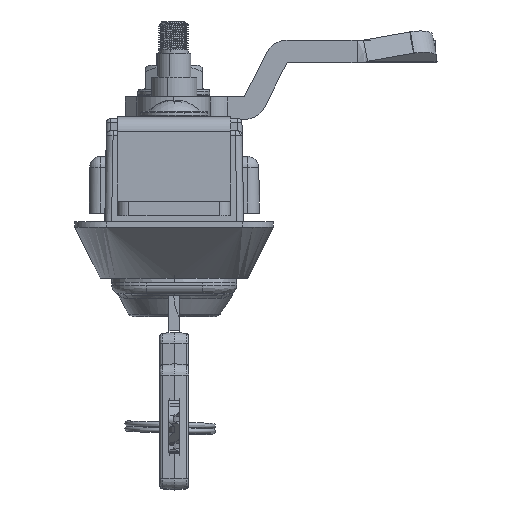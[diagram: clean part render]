
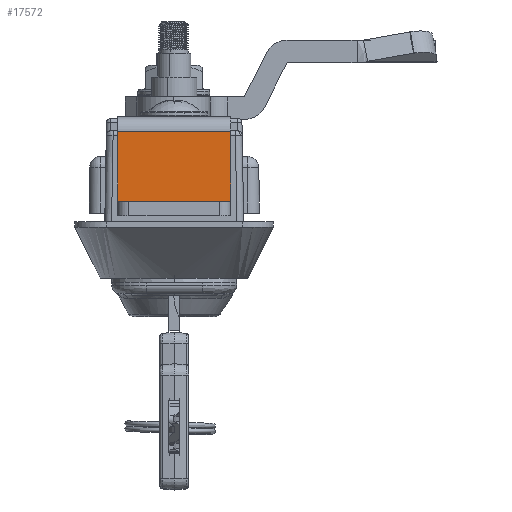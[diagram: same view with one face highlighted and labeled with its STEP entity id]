
A CAD part, left-side view. The second image highlights one B-rep face of the part: STEP entity #17572.
In plain terms, the highlighted planar face has unit normal (-1, 0, 0).
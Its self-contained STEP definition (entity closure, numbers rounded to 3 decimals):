
#445 = VECTOR ( 'NONE', #7222, 1000. ) ;
#674 = VECTOR ( 'NONE', #13327, 1000. ) ;
#1329 = CARTESIAN_POINT ( 'NONE',  ( -77.7, -40., 15.9 ) ) ;
#4054 = CARTESIAN_POINT ( 'NONE',  ( -77.7, -60., 3.5 ) ) ;
#6153 = LINE ( 'NONE', #13107, #674 ) ;
#7222 = DIRECTION ( 'NONE',  ( 0., 1., 0. ) ) ;
#7476 = EDGE_CURVE ( 'NONE', #24829, #27277, #24208, .T. ) ;
#9781 = EDGE_CURVE ( 'NONE', #27277, #12010, #28264, .T. ) ;
#12010 = VERTEX_POINT ( 'NONE', #1329 ) ;
#13107 = CARTESIAN_POINT ( 'NONE',  ( -77.7, -40., 3.5 ) ) ;
#13327 = DIRECTION ( 'NONE',  ( 0., 0., 1. ) ) ;
#17221 = ORIENTED_EDGE ( 'NONE', *, *, #35410, .F. ) ;
#17572 = ADVANCED_FACE ( 'NONE', ( #23814 ), #40170, .T. ) ;
#18891 = ORIENTED_EDGE ( 'NONE', *, *, #9781, .T. ) ;
#20099 = ORIENTED_EDGE ( 'NONE', *, *, #32178, .F. ) ;
#20957 = CARTESIAN_POINT ( 'NONE',  ( -77.7, -60., 3.6 ) ) ;
#21523 = CARTESIAN_POINT ( 'NONE',  ( -77.7, -40., 3.6 ) ) ;
#21608 = DIRECTION ( 'NONE',  ( 0., 1., 0. ) ) ;
#22933 = VERTEX_POINT ( 'NONE', #21523 ) ;
#23588 = CARTESIAN_POINT ( 'NONE',  ( -77.7, -60., 3.5 ) ) ;
#23814 = FACE_OUTER_BOUND ( 'NONE', #32856, .T. ) ;
#24208 = LINE ( 'NONE', #4054, #34339 ) ;
#24829 = VERTEX_POINT ( 'NONE', #27313 ) ;
#27277 = VERTEX_POINT ( 'NONE', #30967 ) ;
#27313 = CARTESIAN_POINT ( 'NONE',  ( -77.7, -60., 3.6 ) ) ;
#27876 = VECTOR ( 'NONE', #21608, 1000. ) ;
#28264 = LINE ( 'NONE', #38570, #445 ) ;
#30967 = CARTESIAN_POINT ( 'NONE',  ( -77.7, -60., 15.9 ) ) ;
#31716 = LINE ( 'NONE', #20957, #27876 ) ;
#32178 = EDGE_CURVE ( 'NONE', #24829, #22933, #31716, .T. ) ;
#32856 = EDGE_LOOP ( 'NONE', ( #17221, #20099, #39573, #18891 ) ) ;
#33216 = AXIS2_PLACEMENT_3D ( 'NONE', #23588, #43766, #36826 ) ;
#34339 = VECTOR ( 'NONE', #37464, 1000. ) ;
#35410 = EDGE_CURVE ( 'NONE', #22933, #12010, #6153, .T. ) ;
#36826 = DIRECTION ( 'NONE',  ( 0., -1., 0. ) ) ;
#37464 = DIRECTION ( 'NONE',  ( 0., 0., 1. ) ) ;
#38570 = CARTESIAN_POINT ( 'NONE',  ( -77.7, -60., 15.9 ) ) ;
#39573 = ORIENTED_EDGE ( 'NONE', *, *, #7476, .T. ) ;
#40170 = PLANE ( 'NONE',  #33216 ) ;
#43766 = DIRECTION ( 'NONE',  ( -1., 0., 0. ) ) ;
